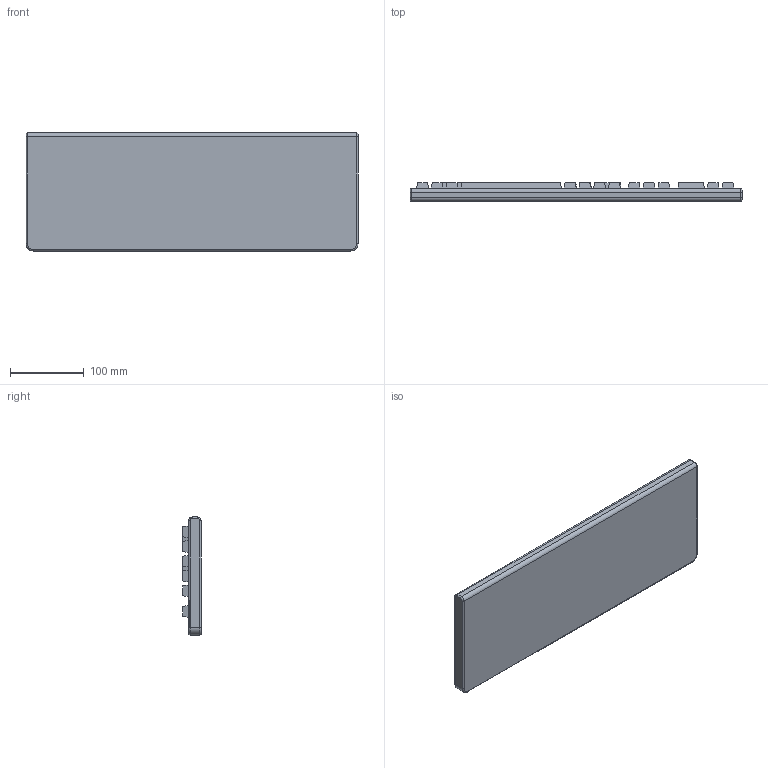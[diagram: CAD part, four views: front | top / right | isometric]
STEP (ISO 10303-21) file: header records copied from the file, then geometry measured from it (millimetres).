
FILE_DESCRIPTION(/* description */ (''),/* implementation_level */ '2;1');
FILE_NAME(/* name */ 'Teclado HP.stp',/* time_stamp */ '2017-09-26T18:18:24-03:00',/* author */ ('Marcelo'),/* organization */ (''),/* preprocessor_version */ 'ST-DEVELOPER v16.5',/* originating_system */ 'Autodesk Inventor 2017',/* authorisation */ '');
FILE_SCHEMA (('AUTOMOTIVE_DESIGN { 1 0 10303 214 3 1 1 }'));
Length unit declared in the file: millimetre
Products named in the file (1): Teclado HP
Bounding box: 450 x 25 x 160 mm (x, y, z)
Volume: 1343456.6 mm3; surface area: 250642.2 mm2
Topology: 1 solids, 1 shells, 618 faces, 1472 edges, 974 vertices
Faces by surface type: plane 593, cylinder 17, torus 8
Full cylindrical faces by diameter (mm): 4 x3
Entity records: 17510 total; most frequent: CARTESIAN_POINT 3062, ORIENTED_EDGE 2938, DIRECTION 2747, EDGE_CURVE 1469, LINE 1429, VECTOR 1429, VERTEX_POINT 974, EDGE_LOOP 739
